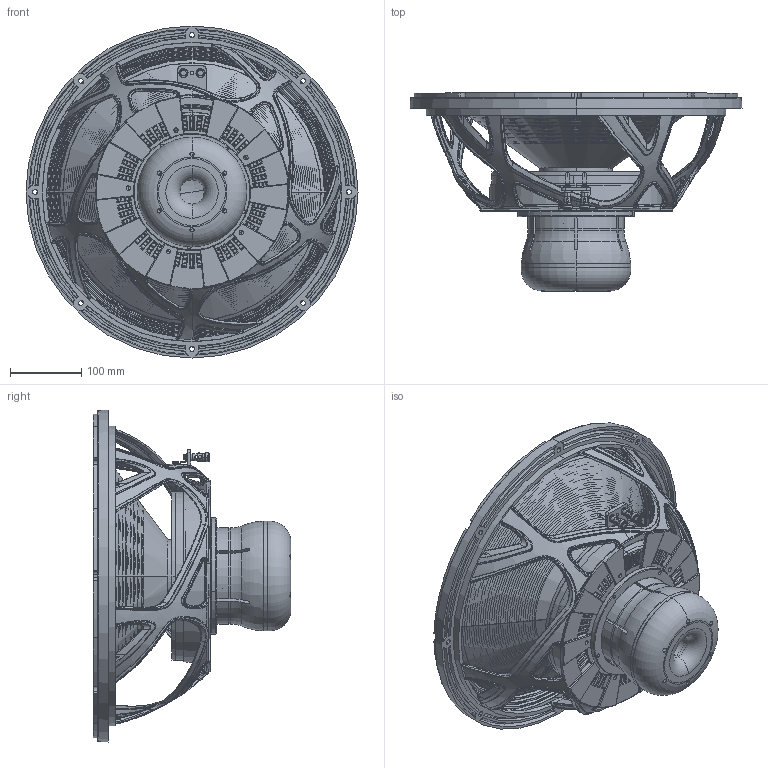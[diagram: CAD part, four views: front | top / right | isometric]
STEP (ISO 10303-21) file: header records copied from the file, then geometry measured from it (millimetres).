
FILE_DESCRIPTION (( 'STEP AP203' ), '1' );
FILE_NAME ('181XR-350-3D.STEP', '2024-04-10T01:49:24', ( '' ), ( '' ), 'SwSTEP 2.0', 'SolidWorks 2020', '' );
FILE_SCHEMA (( 'CONFIG_CONTROL_DESIGN' ));
Length unit declared in the file: millimetre
Products named in the file (26): 181XR cone; 181XR-Magnet N48; 181XR Pole piece; 181XR-Spider spacer; negative terminal; 350-103_貌侗; Gasket; plastic washer up; 181XR 4roll surround蜊耀; PRT0004; 18XR U-yoke +5mm; 304-121-ͭñ; Metal washer; positive terminal; 304-122-18渡髓殤郔笝唳掛 -20201102; PRT0003; 18XR bigger OD spider; mental connector; 181XR-350-3D; 181XR 票晚嘆祧; plastic washer down; 304-114_音圈; dust cap; 寡蝶杶; 003; 弹波上垫圈
Assembly tree (44 placements, depth 3):
  181XR-350-3D
    18XR U-yoke +5mm
    350-103_貌侗
    181XR Pole piece
    304-121-ͭñ
    304-114_音圈
    304-122-18渡髓殤郔笝唳掛 -20201102
    18XR bigger OD spider  x2
    181XR-Spider spacer  x4
    181XR-Magnet N48  x6
    dust cap
    弹波上垫圈
    negative terminal
      003
      PRT0003
      PRT0004
      Metal washer
      plastic washer down
      plastic washer up
      mental connector
    positive terminal
      003
      PRT0003
      PRT0004
      Metal washer
      plastic washer down
      plastic washer up
      mental connector
    寡蝶杶
    181XR 票晚嘆祧
      181XR 4roll surround蜊耀
      181XR cone
    Gasket  x4
Bounding box: 467.57 x 278.7 x 467.57 mm (x, y, z)
Volume: 3013168.6 mm3; surface area: 1537009.1 mm2
Topology: 41 solids, 41 shells, 3029 faces, 7817 edges, 4806 vertices
Faces by surface type: bspline 872, cylinder 840, torus 550, plane 470, cone 257, sphere 40
Entity records: 152031 total; most frequent: CARTESIAN_POINT 91488, ORIENTED_EDGE 13350, DIRECTION 10251, EDGE_CURVE 6675, AXIS2_PLACEMENT_3D 4360, VERTEX_POINT 4093, EDGE_LOOP 2844, ADVANCED_FACE 2613
